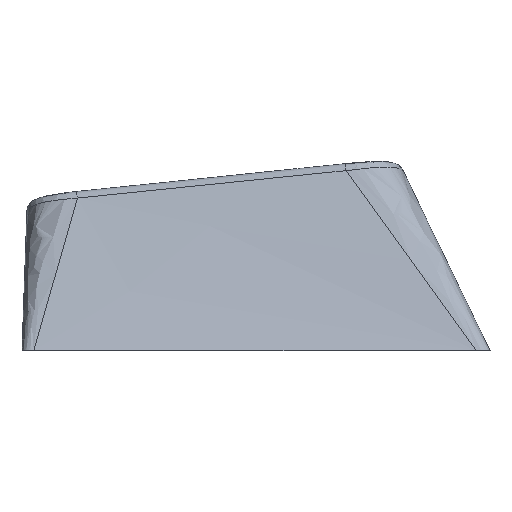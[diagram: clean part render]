
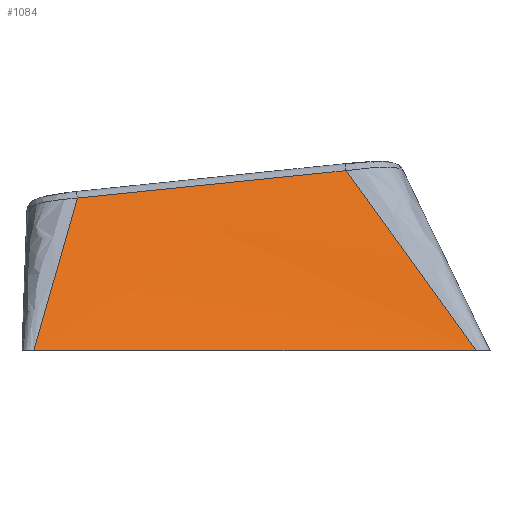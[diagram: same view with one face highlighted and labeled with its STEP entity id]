
A CAD part, left-side view. The second image highlights one B-rep face of the part: STEP entity #1084.
In plain terms, the highlighted free-form (B-spline) face has degree [3, 1] with [4, 2] control points.
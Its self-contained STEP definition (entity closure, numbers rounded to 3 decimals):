
#30=B_SPLINE_SURFACE_WITH_KNOTS('',3,1,((#1625,#1626),(#1627,#1628),(#1629,
#1630),(#1631,#1632)),.UNSPECIFIED.,.F.,.F.,.F.,(4,4),(2,2),(0.,8.845),
(-54.3,-36.2),.UNSPECIFIED.);
#52=FACE_OUTER_BOUND('',#118,.T.);
#118=EDGE_LOOP('',(#738,#739,#740,#741));
#189=B_SPLINE_CURVE_WITH_KNOTS('',3,(#1634,#1635,#1636,#1637,#1638,#1639,
#1640,#1641,#1642,#1643,#1644,#1645,#1646,#1647,#1648,#1649,#1650,#1651,
#1652,#1653,#1654,#1655),.UNSPECIFIED.,.F.,.F.,(4,3,3,3,3,3,3,4),(0.016,
0.268,1.499,2.748,4.03,5.337,
6.688,7.011),.UNSPECIFIED.);
#190=B_SPLINE_CURVE_WITH_KNOTS('',3,(#1657,#1658,#1659,#1660),
 .UNSPECIFIED.,.F.,.F.,(4,4),(0.224,9.429),
 .UNSPECIFIED.);
#191=B_SPLINE_CURVE_WITH_KNOTS('',3,(#1661,#1662,#1663,#1664),
 .UNSPECIFIED.,.F.,.F.,(4,4),(-0.12,10.325),.UNSPECIFIED.);
#225=LINE('',#1517,#336);
#336=VECTOR('',#1231,10.);
#451=VERTEX_POINT('',#1503);
#452=VERTEX_POINT('',#1516);
#467=VERTEX_POINT('',#1633);
#468=VERTEX_POINT('',#1656);
#553=EDGE_CURVE('',#451,#452,#225,.T.);
#572=EDGE_CURVE('',#467,#452,#189,.F.);
#573=EDGE_CURVE('',#451,#468,#190,.T.);
#574=EDGE_CURVE('',#468,#467,#191,.F.);
#738=ORIENTED_EDGE('',*,*,#572,.T.);
#739=ORIENTED_EDGE('',*,*,#553,.F.);
#740=ORIENTED_EDGE('',*,*,#573,.T.);
#741=ORIENTED_EDGE('',*,*,#574,.T.);
#1084=ADVANCED_FACE('',(#52),#30,.F.);
#1231=DIRECTION('',(0.,1.,0.));
#1503=CARTESIAN_POINT('',(-182.3,77.35,0.));
#1516=CARTESIAN_POINT('',(-182.3,94.463,0.));
#1517=CARTESIAN_POINT('',(-182.3,77.35,0.));
#1625=CARTESIAN_POINT('Ctrl Pts',(-179.275,80.434,7.484));
#1626=CARTESIAN_POINT('Ctrl Pts',(-179.275,94.707,6.));
#1627=CARTESIAN_POINT('Ctrl Pts',(-180.284,79.228,4.989));
#1628=CARTESIAN_POINT('Ctrl Pts',(-180.284,94.777,4.));
#1629=CARTESIAN_POINT('Ctrl Pts',(-181.292,78.022,2.495));
#1630=CARTESIAN_POINT('Ctrl Pts',(-181.292,94.847,2.));
#1631=CARTESIAN_POINT('Ctrl Pts',(-182.3,76.817,0.));
#1632=CARTESIAN_POINT('Ctrl Pts',(-182.3,94.917,0.));
#1633=CARTESIAN_POINT('',(-179.42,92.776,5.903));
#1634=CARTESIAN_POINT('Ctrl Pts',(-182.3,94.463,0.));
#1635=CARTESIAN_POINT('Ctrl Pts',(-182.265,94.443,0.071));
#1636=CARTESIAN_POINT('Ctrl Pts',(-182.229,94.422,0.142));
#1637=CARTESIAN_POINT('Ctrl Pts',(-182.194,94.402,0.213));
#1638=CARTESIAN_POINT('Ctrl Pts',(-182.02,94.303,0.559));
#1639=CARTESIAN_POINT('Ctrl Pts',(-181.848,94.203,0.906));
#1640=CARTESIAN_POINT('Ctrl Pts',(-181.676,94.104,1.252));
#1641=CARTESIAN_POINT('Ctrl Pts',(-181.501,94.004,1.604));
#1642=CARTESIAN_POINT('Ctrl Pts',(-181.328,93.903,1.955));
#1643=CARTESIAN_POINT('Ctrl Pts',(-181.155,93.803,2.307));
#1644=CARTESIAN_POINT('Ctrl Pts',(-180.978,93.7,2.667));
#1645=CARTESIAN_POINT('Ctrl Pts',(-180.801,93.597,3.028));
#1646=CARTESIAN_POINT('Ctrl Pts',(-180.626,93.493,3.389));
#1647=CARTESIAN_POINT('Ctrl Pts',(-180.447,93.388,3.756));
#1648=CARTESIAN_POINT('Ctrl Pts',(-180.269,93.283,4.124));
#1649=CARTESIAN_POINT('Ctrl Pts',(-180.093,93.178,4.491));
#1650=CARTESIAN_POINT('Ctrl Pts',(-179.91,93.07,4.871));
#1651=CARTESIAN_POINT('Ctrl Pts',(-179.729,92.961,5.251));
#1652=CARTESIAN_POINT('Ctrl Pts',(-179.549,92.853,5.631));
#1653=CARTESIAN_POINT('Ctrl Pts',(-179.506,92.827,5.721));
#1654=CARTESIAN_POINT('Ctrl Pts',(-179.463,92.801,5.812));
#1655=CARTESIAN_POINT('Ctrl Pts',(-179.42,92.776,5.903));
#1656=CARTESIAN_POINT('',(-179.402,82.385,6.964));
#1657=CARTESIAN_POINT('Ctrl Pts',(-182.3,77.35,0.));
#1658=CARTESIAN_POINT('Ctrl Pts',(-181.356,79.024,2.321));
#1659=CARTESIAN_POINT('Ctrl Pts',(-180.396,80.702,4.641));
#1660=CARTESIAN_POINT('Ctrl Pts',(-179.402,82.385,6.964));
#1661=CARTESIAN_POINT('Ctrl Pts',(-179.42,92.776,5.903));
#1662=CARTESIAN_POINT('Ctrl Pts',(-179.413,89.312,6.255));
#1663=CARTESIAN_POINT('Ctrl Pts',(-179.407,85.848,6.609));
#1664=CARTESIAN_POINT('Ctrl Pts',(-179.402,82.385,6.964));
